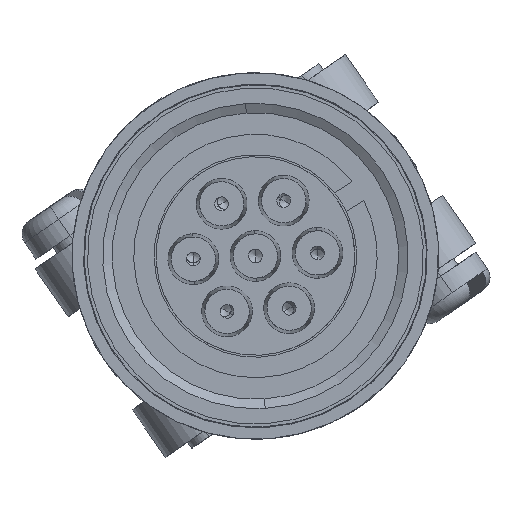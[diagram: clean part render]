
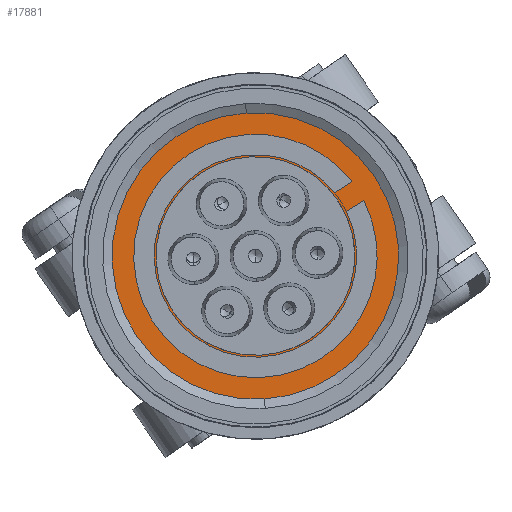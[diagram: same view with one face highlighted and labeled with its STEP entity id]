
A CAD part, front view. The second image highlights one B-rep face of the part: STEP entity #17881.
In plain terms, the highlighted face is planar.
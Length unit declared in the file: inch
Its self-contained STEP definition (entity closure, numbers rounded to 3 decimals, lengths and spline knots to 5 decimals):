
#4256 = VERTEX_POINT ( 'NONE', #14005 ) ;
#5791 = AXIS2_PLACEMENT_3D ( 'NONE', #17032, #17038, #17039 ) ;
#6177 = AXIS2_PLACEMENT_3D ( 'NONE', #8760, #8762, #8764 ) ;
#7190 = CIRCLE ( 'NONE', #6177, 0.51036 ) ;
#7886 = VERTEX_POINT ( 'NONE', #14313 ) ;
#8760 = CARTESIAN_POINT ( 'NONE',  ( 0., 0., 3.06936 ) ) ;
#8762 = DIRECTION ( 'NONE',  ( 0., 0., -1. ) ) ;
#8764 = DIRECTION ( 'NONE',  ( 0., 1., 0. ) ) ;
#11986 = FACE_OUTER_BOUND ( 'NONE', #16143, .T. ) ;
#12799 = CARTESIAN_POINT ( 'NONE',  ( 0., 0., 3.06936 ) ) ;
#12800 = DIRECTION ( 'NONE',  ( 0., 0., -1. ) ) ;
#12801 = DIRECTION ( 'NONE',  ( 0., 1., 0. ) ) ;
#13231 = ORIENTED_EDGE ( 'NONE', *, *, #15947, .F. ) ;
#13233 = ORIENTED_EDGE ( 'NONE', *, *, #21909, .F. ) ;
#14005 = CARTESIAN_POINT ( 'NONE',  ( 0., -0.51036, 3.06936 ) ) ;
#14313 = CARTESIAN_POINT ( 'NONE',  ( 0., 0.51036, 3.06936 ) ) ;
#15947 = EDGE_CURVE ( 'NONE', #4256, #7886, #21120, .T. ) ;
#16143 = EDGE_LOOP ( 'NONE', ( #13233, #13231 ) ) ;
#17032 = CARTESIAN_POINT ( 'NONE',  ( 0., 0.51036, 3.06936 ) ) ;
#17033 = PLANE ( 'NONE',  #5791 ) ;
#17038 = DIRECTION ( 'NONE',  ( 0., 0., 1. ) ) ;
#17039 = DIRECTION ( 'NONE',  ( 0., -1., 0. ) ) ;
#17881 = ADVANCED_FACE ( 'NONE', ( #11986 ), #17033, .T. ) ;
#19755 = AXIS2_PLACEMENT_3D ( 'NONE', #12799, #12800, #12801 ) ;
#21120 = CIRCLE ( 'NONE', #19755, 0.51036 ) ;
#21909 = EDGE_CURVE ( 'NONE', #7886, #4256, #7190, .T. ) ;
